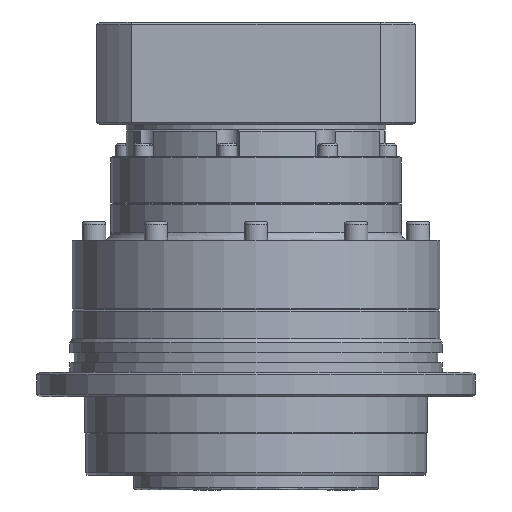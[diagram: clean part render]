
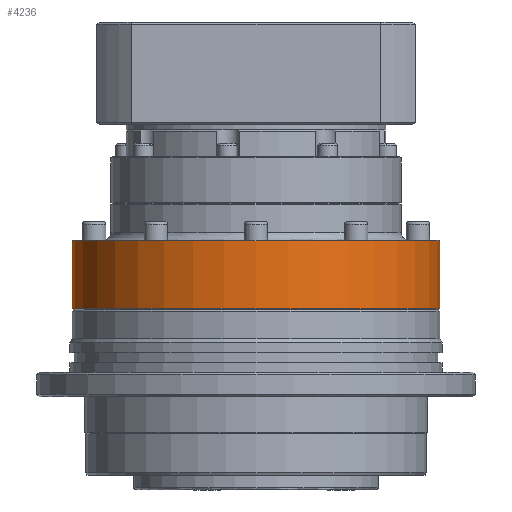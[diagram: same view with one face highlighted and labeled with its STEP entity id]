
A CAD part, front view. The second image highlights one B-rep face of the part: STEP entity #4236.
In plain terms, the highlighted cylindrical face has radius 75 mm (diameter 150 mm), a partial arc.
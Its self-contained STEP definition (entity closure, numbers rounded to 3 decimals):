
#393 = VERTEX_POINT ( 'NONE', #27828 ) ;
#413 = AXIS2_PLACEMENT_3D ( 'NONE', #7334, #9135, #6507 ) ;
#637 = DIRECTION ( 'NONE',  ( 0., 1., 0. ) ) ;
#724 = AXIS2_PLACEMENT_3D ( 'NONE', #33103, #16973, #637 ) ;
#885 = DIRECTION ( 'NONE',  ( 0., 0., -1. ) ) ;
#1061 = CIRCLE ( 'NONE', #724, 75. ) ;
#3491 = CARTESIAN_POINT ( 'NONE',  ( 75., 0., 39.5 ) ) ;
#3989 = VERTEX_POINT ( 'NONE', #7887 ) ;
#4236 = ADVANCED_FACE ( 'NONE', ( #27838 ), #18274, .T. ) ;
#5523 = CARTESIAN_POINT ( 'NONE',  ( -75., 0., 39.5 ) ) ;
#6507 = DIRECTION ( 'NONE',  ( -1., 0., 0. ) ) ;
#7334 = CARTESIAN_POINT ( 'NONE',  ( 0., 0., 48.5 ) ) ;
#7887 = CARTESIAN_POINT ( 'NONE',  ( 75., 0., 67.2 ) ) ;
#9096 = EDGE_CURVE ( 'NONE', #3989, #17920, #32512, .T. ) ;
#9135 = DIRECTION ( 'NONE',  ( 0., 0., -1. ) ) ;
#10186 = DIRECTION ( 'NONE',  ( 0., 0., -1. ) ) ;
#13593 = ORIENTED_EDGE ( 'NONE', *, *, #21227, .T. ) ;
#13677 = CARTESIAN_POINT ( 'NONE',  ( 0., 0., 67.2 ) ) ;
#13825 = CIRCLE ( 'NONE', #33074, 75. ) ;
#15529 = VERTEX_POINT ( 'NONE', #5523 ) ;
#16284 = EDGE_CURVE ( 'NONE', #393, #15529, #30841, .T. ) ;
#16418 = DIRECTION ( 'NONE',  ( -1., 0., 0. ) ) ;
#16973 = DIRECTION ( 'NONE',  ( 0., 0., -1. ) ) ;
#17920 = VERTEX_POINT ( 'NONE', #3491 ) ;
#18274 = CYLINDRICAL_SURFACE ( 'NONE', #413, 75. ) ;
#18392 = ORIENTED_EDGE ( 'NONE', *, *, #9096, .F. ) ;
#19866 = CARTESIAN_POINT ( 'NONE',  ( -75., 0., 48.5 ) ) ;
#20937 = CARTESIAN_POINT ( 'NONE',  ( 75., 0., 48.5 ) ) ;
#21150 = VECTOR ( 'NONE', #885, 1000. ) ;
#21227 = EDGE_CURVE ( 'NONE', #3989, #393, #13825, .T. ) ;
#24627 = ORIENTED_EDGE ( 'NONE', *, *, #27767, .F. ) ;
#25321 = VECTOR ( 'NONE', #10186, 1000. ) ;
#27383 = EDGE_LOOP ( 'NONE', ( #18392, #13593, #32116, #24627 ) ) ;
#27767 = EDGE_CURVE ( 'NONE', #17920, #15529, #1061, .T. ) ;
#27828 = CARTESIAN_POINT ( 'NONE',  ( -75., 0., 67.2 ) ) ;
#27838 = FACE_OUTER_BOUND ( 'NONE', #27383, .T. ) ;
#30841 = LINE ( 'NONE', #19866, #21150 ) ;
#32116 = ORIENTED_EDGE ( 'NONE', *, *, #16284, .T. ) ;
#32512 = LINE ( 'NONE', #20937, #25321 ) ;
#32537 = DIRECTION ( 'NONE',  ( 0., 0., -1. ) ) ;
#33074 = AXIS2_PLACEMENT_3D ( 'NONE', #13677, #32537, #16418 ) ;
#33103 = CARTESIAN_POINT ( 'NONE',  ( 0., 0., 39.5 ) ) ;
